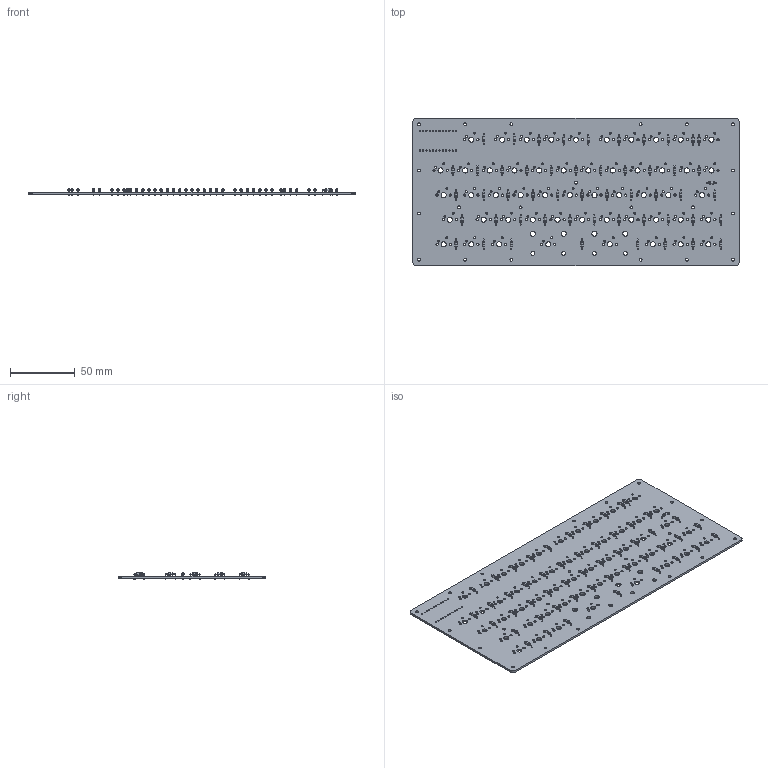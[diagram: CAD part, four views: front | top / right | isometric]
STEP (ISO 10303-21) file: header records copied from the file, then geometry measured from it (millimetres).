
FILE_DESCRIPTION(('KiCad electronic assembly'),'2;1');
FILE_NAME('000k-pcb-rounded.step','2023-11-18T12:06:49',('Pcbnew'),( 'Kicad'),'Open CASCADE STEP processor 7.6','KiCad to STEP converter' ,'Unknown');
FILE_SCHEMA(('AUTOMOTIVE_DESIGN { 1 0 10303 214 1 1 1 1 }'));
Length unit declared in the file: millimetre
Products named in the file (4): 000k-pcb-rounded 1; D_DO-35_SOD27_P7.62mm_Horizontal; COMPOUND; 000k-pcb-rounded PCB
Assembly tree (54 placements, depth 3):
  000k-pcb-rounded 1
    D_DO-35_SOD27_P7.62mm_Horizontal  x52
      COMPOUND
    000k-pcb-rounded PCB
Bounding box: 252.41 x 114.3 x 5.01 mm (x, y, z)
Volume: 44850.8 mm3; surface area: 62665.8 mm2
Topology: 105 solids, 105 shells, 1311 faces, 2679 edges, 1682 vertices
Faces by surface type: cylinder 729, plane 374, torus 208
Full cylindrical faces by diameter (mm): 0.5 x156, 0.8 x104, 1 x24, 1.524 x104, 1.702 x104, 2 x104, 2.02 x52, 2.2 x21, 3.048 x4, 3.988 x56
Entity records: 40647 total; most frequent: CARTESIAN_POINT 10899, DIRECTION 5481, ORIENTED_EDGE 2910, PCURVE 2910, DEFINITIONAL_REPRESENTATION 2910, LINE 2671, VECTOR 2671, EDGE_CURVE 1455
